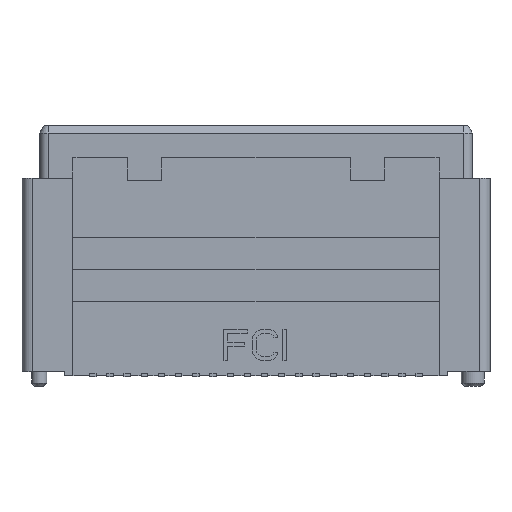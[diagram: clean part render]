
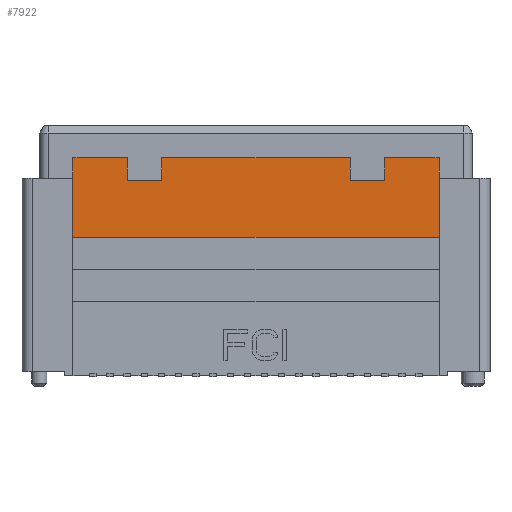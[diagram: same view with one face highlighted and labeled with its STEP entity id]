
A CAD part, top view. The second image highlights one B-rep face of the part: STEP entity #7922.
In plain terms, the highlighted planar face has unit normal (0, 0, 1).
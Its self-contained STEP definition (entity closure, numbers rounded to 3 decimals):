
#998=DIRECTION('',(0.,-1.,0.));
#999=VECTOR('',#998,3.7);
#1000=CARTESIAN_POINT('',(-8.525,10.15,1.65));
#1001=LINE('4257',#1000,#999);
#1034=DIRECTION('',(-1.,0.,0.));
#1035=VECTOR('',#1034,17.05);
#1036=CARTESIAN_POINT('',(8.525,6.45,1.65));
#1037=LINE('4252',#1036,#1035);
#1038=DIRECTION('',(0.,1.,0.));
#1039=VECTOR('',#1038,1.05);
#1040=CARTESIAN_POINT('',(-4.4,9.1,1.65));
#1041=LINE('4261',#1040,#1039);
#1042=DIRECTION('',(0.,1.,0.));
#1043=VECTOR('',#1042,1.05);
#1044=CARTESIAN_POINT('',(6.,9.1,1.65));
#1045=LINE('4265',#1044,#1043);
#1046=DIRECTION('',(0.,-1.,0.));
#1047=VECTOR('',#1046,3.7);
#1048=CARTESIAN_POINT('',(8.525,10.15,1.65));
#1049=LINE('4230',#1048,#1047);
#1054=DIRECTION('',(-1.,0.,0.));
#1055=VECTOR('',#1054,2.525);
#1056=CARTESIAN_POINT('',(-6.,10.15,1.65));
#1057=LINE('4258',#1056,#1055);
#1058=DIRECTION('',(0.,1.,0.));
#1059=VECTOR('',#1058,1.05);
#1060=CARTESIAN_POINT('',(-6.,9.1,1.65));
#1061=LINE('4259',#1060,#1059);
#1062=DIRECTION('',(-1.,0.,0.));
#1063=VECTOR('',#1062,1.6);
#1064=CARTESIAN_POINT('',(-4.4,9.1,1.65));
#1065=LINE('4260',#1064,#1063);
#1082=DIRECTION('',(-1.,0.,0.));
#1083=VECTOR('',#1082,8.8);
#1084=CARTESIAN_POINT('',(4.4,10.15,1.65));
#1085=LINE('4262',#1084,#1083);
#1086=DIRECTION('',(0.,1.,0.));
#1087=VECTOR('',#1086,1.05);
#1088=CARTESIAN_POINT('',(4.4,9.1,1.65));
#1089=LINE('4263',#1088,#1087);
#1090=DIRECTION('',(-1.,0.,0.));
#1091=VECTOR('',#1090,1.6);
#1092=CARTESIAN_POINT('',(6.,9.1,1.65));
#1093=LINE('4264',#1092,#1091);
#1110=DIRECTION('',(-1.,0.,0.));
#1111=VECTOR('',#1110,2.525);
#1112=CARTESIAN_POINT('',(8.525,10.15,1.65));
#1113=LINE('4266',#1112,#1111);
#5573=CARTESIAN_POINT('',(8.525,6.45,1.65));
#5575=VERTEX_POINT('',#5573);
#5576=CARTESIAN_POINT('',(8.525,10.15,1.65));
#5577=VERTEX_POINT('',#5576);
#5612=CARTESIAN_POINT('',(-8.525,6.45,1.65));
#5613=VERTEX_POINT('',#5612);
#5618=CARTESIAN_POINT('',(-8.525,10.15,1.65));
#5619=VERTEX_POINT('',#5618);
#5620=CARTESIAN_POINT('',(-6.,10.15,1.65));
#5621=VERTEX_POINT('',#5620);
#5622=CARTESIAN_POINT('',(-6.,9.1,1.65));
#5623=VERTEX_POINT('',#5622);
#5624=CARTESIAN_POINT('',(-4.4,9.1,1.65));
#5625=VERTEX_POINT('',#5624);
#5626=CARTESIAN_POINT('',(-4.4,10.15,1.65));
#5627=VERTEX_POINT('',#5626);
#5628=CARTESIAN_POINT('',(4.4,10.15,1.65));
#5629=VERTEX_POINT('',#5628);
#5630=CARTESIAN_POINT('',(4.4,9.1,1.65));
#5631=VERTEX_POINT('',#5630);
#5632=CARTESIAN_POINT('',(6.,9.1,1.65));
#5633=VERTEX_POINT('',#5632);
#5634=CARTESIAN_POINT('',(6.,10.15,1.65));
#5635=VERTEX_POINT('',#5634);
#7894=CARTESIAN_POINT('',(-8.525,0.,1.65));
#7895=DIRECTION('',(0.,0.,-1.));
#7896=DIRECTION('',(0.,1.,0.));
#7897=AXIS2_PLACEMENT_3D('',#7894,#7895,#7896);
#7898=PLANE('5113',#7897);
#7899=ORIENTED_EDGE('4252',*,*,#7861,.T.);
#7900=ORIENTED_EDGE('4257',*,*,#7846,.F.);
#7902=ORIENTED_EDGE('4258',*,*,#7901,.F.);
#7904=ORIENTED_EDGE('4259',*,*,#7903,.F.);
#7906=ORIENTED_EDGE('4260',*,*,#7905,.F.);
#7908=ORIENTED_EDGE('4261',*,*,#7907,.T.);
#7910=ORIENTED_EDGE('4262',*,*,#7909,.F.);
#7912=ORIENTED_EDGE('4263',*,*,#7911,.F.);
#7914=ORIENTED_EDGE('4264',*,*,#7913,.F.);
#7916=ORIENTED_EDGE('4265',*,*,#7915,.T.);
#7918=ORIENTED_EDGE('4266',*,*,#7917,.F.);
#7919=ORIENTED_EDGE('4230',*,*,#7872,.T.);
#7920=EDGE_LOOP('5113',(#7899,#7900,#7902,#7904,#7906,#7908,#7910,#7912,#7914,
#7916,#7918,#7919));
#7921=FACE_OUTER_BOUND('5113',#7920,.F.);
#7846=EDGE_CURVE('4257',#5619,#5613,#1001,.T.);
#7861=EDGE_CURVE('4252',#5575,#5613,#1037,.T.);
#7872=EDGE_CURVE('4230',#5577,#5575,#1049,.T.);
#7901=EDGE_CURVE('4258',#5621,#5619,#1057,.T.);
#7903=EDGE_CURVE('4259',#5623,#5621,#1061,.T.);
#7905=EDGE_CURVE('4260',#5625,#5623,#1065,.T.);
#7907=EDGE_CURVE('4261',#5625,#5627,#1041,.T.);
#7909=EDGE_CURVE('4262',#5629,#5627,#1085,.T.);
#7911=EDGE_CURVE('4263',#5631,#5629,#1089,.T.);
#7913=EDGE_CURVE('4264',#5633,#5631,#1093,.T.);
#7915=EDGE_CURVE('4265',#5633,#5635,#1045,.T.);
#7917=EDGE_CURVE('4266',#5577,#5635,#1113,.T.);
#7922=ADVANCED_FACE('5113',(#7921),#7898,.F.);
